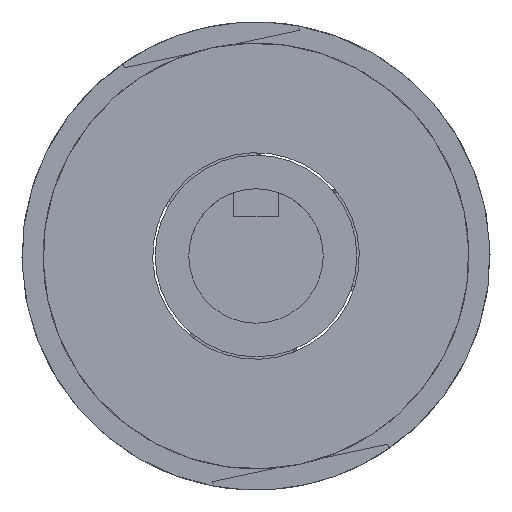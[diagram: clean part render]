
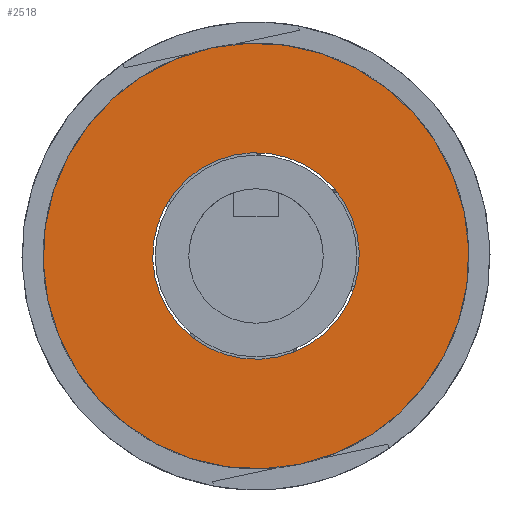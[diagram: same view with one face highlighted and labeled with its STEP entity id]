
A CAD part, front view. The second image highlights one B-rep face of the part: STEP entity #2518.
In plain terms, the highlighted planar face has unit normal (0, -1, 0).
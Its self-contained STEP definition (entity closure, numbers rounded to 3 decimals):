
#73 = AXIS2_PLACEMENT_3D ( 'NONE', #2868, #768, #2132 ) ;
#212 = EDGE_LOOP ( 'NONE', ( #1532, #2614 ) ) ;
#353 = AXIS2_PLACEMENT_3D ( 'NONE', #599, #1541, #2495 ) ;
#423 = EDGE_CURVE ( 'NONE', #2945, #1177, #1283, .T. ) ;
#532 = FACE_BOUND ( 'NONE', #2769, .T. ) ;
#599 = CARTESIAN_POINT ( 'NONE',  ( -90.356, -82.905, -13.41 ) ) ;
#632 = DIRECTION ( 'NONE',  ( 0., -1., 0. ) ) ;
#645 = DIRECTION ( 'NONE',  ( 0., -1., 0. ) ) ;
#731 = FACE_OUTER_BOUND ( 'NONE', #212, .T. ) ;
#767 = DIRECTION ( 'NONE',  ( -0.209, 0., 0.978 ) ) ;
#768 = DIRECTION ( 'NONE',  ( 0., -1., 0. ) ) ;
#794 = AXIS2_PLACEMENT_3D ( 'NONE', #2295, #632, #2471 ) ;
#801 = VERTEX_POINT ( 'NONE', #2352 ) ;
#879 = EDGE_CURVE ( 'NONE', #1177, #2945, #1395, .T. ) ;
#1095 = PLANE ( 'NONE',  #353 ) ;
#1158 = AXIS2_PLACEMENT_3D ( 'NONE', #2924, #1226, #767 ) ;
#1177 = VERTEX_POINT ( 'NONE', #1681 ) ;
#1226 = DIRECTION ( 'NONE',  ( 0., -1., 0. ) ) ;
#1283 = CIRCLE ( 'NONE', #2997, 19. ) ;
#1288 = CARTESIAN_POINT ( 'NONE',  ( -81.334, -82.905, -11.483 ) ) ;
#1337 = CARTESIAN_POINT ( 'NONE',  ( -83.262, -82.905, -2.462 ) ) ;
#1395 = CIRCLE ( 'NONE', #73, 19. ) ;
#1427 = ORIENTED_EDGE ( 'NONE', *, *, #2293, .F. ) ;
#1532 = ORIENTED_EDGE ( 'NONE', *, *, #423, .T. ) ;
#1541 = DIRECTION ( 'NONE',  ( 0., 1., 0. ) ) ;
#1681 = CARTESIAN_POINT ( 'NONE',  ( -77.365, -82.905, -30.064 ) ) ;
#1780 = DIRECTION ( 'NONE',  ( -0.209, 0., 0.978 ) ) ;
#1899 = CARTESIAN_POINT ( 'NONE',  ( -85.304, -82.905, 7.098 ) ) ;
#1920 = EDGE_CURVE ( 'NONE', #801, #2336, #2391, .T. ) ;
#2132 = DIRECTION ( 'NONE',  ( -0.209, 0., 0.978 ) ) ;
#2293 = EDGE_CURVE ( 'NONE', #2336, #801, #2856, .T. ) ;
#2295 = CARTESIAN_POINT ( 'NONE',  ( -81.334, -82.905, -11.483 ) ) ;
#2336 = VERTEX_POINT ( 'NONE', #1337 ) ;
#2352 = CARTESIAN_POINT ( 'NONE',  ( -79.407, -82.905, -20.504 ) ) ;
#2391 = CIRCLE ( 'NONE', #1158, 9.225 ) ;
#2471 = DIRECTION ( 'NONE',  ( -0.209, 0., 0.978 ) ) ;
#2495 = DIRECTION ( 'NONE',  ( 0.209, 0., -0.978 ) ) ;
#2518 = ADVANCED_FACE ( 'NONE', ( #532, #731 ), #1095, .F. ) ;
#2614 = ORIENTED_EDGE ( 'NONE', *, *, #879, .T. ) ;
#2769 = EDGE_LOOP ( 'NONE', ( #1427, #3041 ) ) ;
#2856 = CIRCLE ( 'NONE', #794, 9.225 ) ;
#2868 = CARTESIAN_POINT ( 'NONE',  ( -81.334, -82.905, -11.483 ) ) ;
#2924 = CARTESIAN_POINT ( 'NONE',  ( -81.334, -82.905, -11.483 ) ) ;
#2945 = VERTEX_POINT ( 'NONE', #1899 ) ;
#2997 = AXIS2_PLACEMENT_3D ( 'NONE', #1288, #645, #1780 ) ;
#3041 = ORIENTED_EDGE ( 'NONE', *, *, #1920, .F. ) ;
